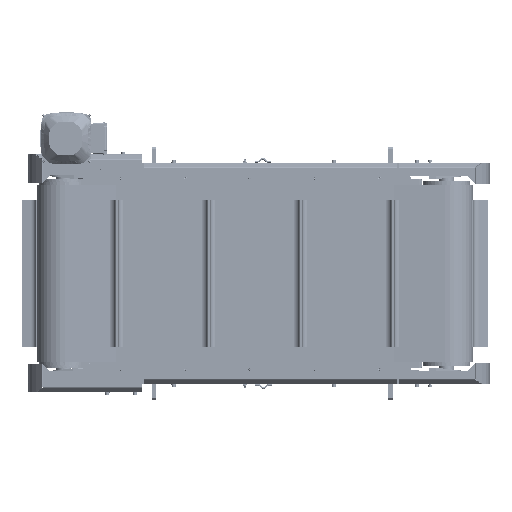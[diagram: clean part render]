
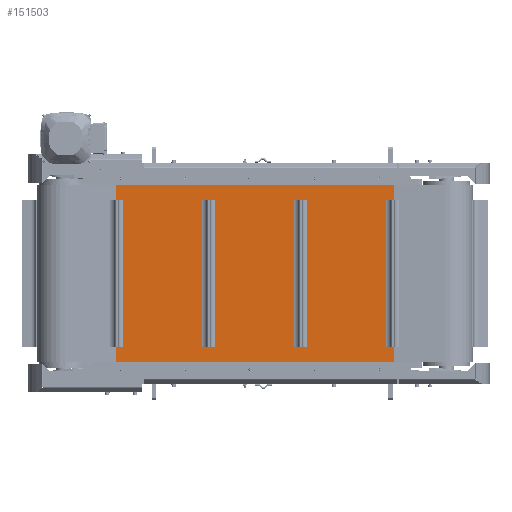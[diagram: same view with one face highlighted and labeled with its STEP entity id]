
A CAD part, left-side view. The second image highlights one B-rep face of the part: STEP entity #151503.
In plain terms, the highlighted planar face has unit normal (-1, 0, 0).
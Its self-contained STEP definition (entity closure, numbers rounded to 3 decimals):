
#3549=FACE_BOUND('',#49429,.T.);
#3550=FACE_BOUND('',#49430,.T.);
#9897=LINE('',#236962,#23175);
#9903=LINE('',#236978,#23181);
#9916=LINE('',#237007,#23194);
#9918=LINE('',#237012,#23196);
#9922=LINE('',#237019,#23200);
#9923=LINE('',#237023,#23201);
#9927=LINE('',#237031,#23205);
#9940=LINE('',#237065,#23218);
#9942=LINE('',#237068,#23220);
#9943=LINE('',#237072,#23221);
#9947=LINE('',#237080,#23225);
#9960=LINE('',#237114,#23238);
#9962=LINE('',#237117,#23240);
#9963=LINE('',#237121,#23241);
#9981=LINE('',#237166,#23259);
#9984=LINE('',#237170,#23262);
#9985=LINE('',#237173,#23263);
#9986=LINE('',#237174,#23264);
#9987=LINE('',#237176,#23265);
#9988=LINE('',#237177,#23266);
#23175=VECTOR('',#183928,10.);
#23181=VECTOR('',#183940,10.);
#23194=VECTOR('',#183969,10.);
#23196=VECTOR('',#183975,10.);
#23200=VECTOR('',#183979,10.);
#23201=VECTOR('',#183982,10.);
#23205=VECTOR('',#183988,10.);
#23218=VECTOR('',#184021,10.);
#23220=VECTOR('',#184025,10.);
#23221=VECTOR('',#184028,10.);
#23225=VECTOR('',#184034,10.);
#23238=VECTOR('',#184067,10.);
#23240=VECTOR('',#184071,10.);
#23241=VECTOR('',#184074,10.);
#23259=VECTOR('',#184114,10.);
#23262=VECTOR('',#184119,10.);
#23263=VECTOR('',#184122,10.);
#23264=VECTOR('',#184123,10.);
#23265=VECTOR('',#184124,10.);
#23266=VECTOR('',#184125,10.);
#34206=PLANE('',#161062);
#40734=FACE_OUTER_BOUND('',#49428,.T.);
#49428=EDGE_LOOP('',(#115872,#115873,#115874,#115875,#115876,#115877,#115878,
#115879,#115880,#115881,#115882,#115883));
#49429=EDGE_LOOP('',(#115884,#115885,#115886,#115887));
#49430=EDGE_LOOP('',(#115888,#115889,#115890,#115891));
#67784=VERTEX_POINT('',#236958);
#67786=VERTEX_POINT('',#236961);
#67793=VERTEX_POINT('',#236977);
#67801=VERTEX_POINT('',#237004);
#67802=VERTEX_POINT('',#237011);
#67805=VERTEX_POINT('',#237017);
#67806=VERTEX_POINT('',#237021);
#67807=VERTEX_POINT('',#237022);
#67810=VERTEX_POINT('',#237030);
#67821=VERTEX_POINT('',#237064);
#67822=VERTEX_POINT('',#237070);
#67823=VERTEX_POINT('',#237071);
#67826=VERTEX_POINT('',#237079);
#67837=VERTEX_POINT('',#237113);
#67838=VERTEX_POINT('',#237119);
#67839=VERTEX_POINT('',#237120);
#67854=VERTEX_POINT('',#237164);
#67855=VERTEX_POINT('',#237165);
#67856=VERTEX_POINT('',#237172);
#67857=VERTEX_POINT('',#237175);
#84991=EDGE_CURVE('',#67786,#67784,#9897,.T.);
#84999=EDGE_CURVE('',#67793,#67786,#9903,.T.);
#85014=EDGE_CURVE('',#67801,#67793,#9916,.T.);
#85016=EDGE_CURVE('',#67802,#67801,#9918,.T.);
#85020=EDGE_CURVE('',#67784,#67805,#9922,.T.);
#85021=EDGE_CURVE('',#67806,#67807,#9923,.T.);
#85025=EDGE_CURVE('',#67810,#67806,#9927,.T.);
#85042=EDGE_CURVE('',#67821,#67810,#9940,.T.);
#85044=EDGE_CURVE('',#67807,#67821,#9942,.T.);
#85045=EDGE_CURVE('',#67822,#67823,#9943,.T.);
#85049=EDGE_CURVE('',#67826,#67822,#9947,.T.);
#85066=EDGE_CURVE('',#67837,#67826,#9960,.T.);
#85068=EDGE_CURVE('',#67823,#67837,#9962,.T.);
#85069=EDGE_CURVE('',#67838,#67839,#9963,.T.);
#85091=EDGE_CURVE('',#67854,#67855,#9981,.T.);
#85094=EDGE_CURVE('',#67839,#67854,#9984,.T.);
#85095=EDGE_CURVE('',#67856,#67805,#9985,.T.);
#85096=EDGE_CURVE('',#67856,#67838,#9986,.T.);
#85097=EDGE_CURVE('',#67855,#67857,#9987,.T.);
#85098=EDGE_CURVE('',#67802,#67857,#9988,.T.);
#115872=ORIENTED_EDGE('',*,*,#84991,.T.);
#115873=ORIENTED_EDGE('',*,*,#85020,.T.);
#115874=ORIENTED_EDGE('',*,*,#85095,.F.);
#115875=ORIENTED_EDGE('',*,*,#85096,.T.);
#115876=ORIENTED_EDGE('',*,*,#85069,.T.);
#115877=ORIENTED_EDGE('',*,*,#85094,.T.);
#115878=ORIENTED_EDGE('',*,*,#85091,.T.);
#115879=ORIENTED_EDGE('',*,*,#85097,.T.);
#115880=ORIENTED_EDGE('',*,*,#85098,.F.);
#115881=ORIENTED_EDGE('',*,*,#85016,.T.);
#115882=ORIENTED_EDGE('',*,*,#85014,.T.);
#115883=ORIENTED_EDGE('',*,*,#84999,.T.);
#115884=ORIENTED_EDGE('',*,*,#85025,.T.);
#115885=ORIENTED_EDGE('',*,*,#85021,.T.);
#115886=ORIENTED_EDGE('',*,*,#85044,.T.);
#115887=ORIENTED_EDGE('',*,*,#85042,.T.);
#115888=ORIENTED_EDGE('',*,*,#85049,.T.);
#115889=ORIENTED_EDGE('',*,*,#85045,.T.);
#115890=ORIENTED_EDGE('',*,*,#85068,.T.);
#115891=ORIENTED_EDGE('',*,*,#85066,.T.);
#151503=ADVANCED_FACE('',(#40734,#3549,#3550),#34206,.T.);
#161062=AXIS2_PLACEMENT_3D('',#237171,#184120,#184121);
#183928=DIRECTION('',(0.,-1.,0.));
#183940=DIRECTION('',(0.,0.,1.));
#183969=DIRECTION('',(0.,1.,0.));
#183975=DIRECTION('',(0.,0.,1.));
#183979=DIRECTION('',(0.,0.,1.));
#183982=DIRECTION('',(0.,0.,1.));
#183988=DIRECTION('',(0.,1.,0.));
#184021=DIRECTION('',(0.,0.,-1.));
#184025=DIRECTION('',(0.,-1.,0.));
#184028=DIRECTION('',(0.,0.,1.));
#184034=DIRECTION('',(0.,1.,0.));
#184067=DIRECTION('',(0.,0.,-1.));
#184071=DIRECTION('',(0.,-1.,0.));
#184074=DIRECTION('',(0.,-1.,0.));
#184114=DIRECTION('',(0.,1.,0.));
#184119=DIRECTION('',(0.,0.,-1.));
#184120=DIRECTION('center_axis',(-1.,0.,0.));
#184121=DIRECTION('ref_axis',(0.,-1.,0.));
#184122=DIRECTION('',(0.,-1.,0.));
#184123=DIRECTION('',(0.,0.,-1.));
#184124=DIRECTION('',(0.,0.,-1.));
#184125=DIRECTION('',(0.,1.,0.));
#236958=CARTESIAN_POINT('',(-157.35,-500.901,250.));
#236961=CARTESIAN_POINT('',(-157.35,-476.016,250.));
#236962=CARTESIAN_POINT('',(-157.35,-26.958,250.));
#236977=CARTESIAN_POINT('',(-157.35,-476.016,-250.));
#236978=CARTESIAN_POINT('',(-157.35,-476.016,0.));
#237004=CARTESIAN_POINT('',(-157.35,-500.901,-250.));
#237007=CARTESIAN_POINT('',(-157.35,-26.958,-250.));
#237011=CARTESIAN_POINT('',(-157.35,-500.901,-300.));
#237012=CARTESIAN_POINT('',(-157.35,-500.901,0.));
#237017=CARTESIAN_POINT('',(-157.35,-500.901,300.));
#237019=CARTESIAN_POINT('',(-157.35,-500.901,0.));
#237021=CARTESIAN_POINT('',(-157.35,-162.876,-250.));
#237022=CARTESIAN_POINT('',(-157.35,-162.876,250.));
#237023=CARTESIAN_POINT('',(-157.35,-162.876,0.));
#237030=CARTESIAN_POINT('',(-157.35,-206.876,-250.));
#237031=CARTESIAN_POINT('',(-157.35,129.613,-250.));
#237064=CARTESIAN_POINT('',(-157.35,-206.876,250.));
#237065=CARTESIAN_POINT('',(-157.35,-206.876,0.));
#237068=CARTESIAN_POINT('',(-157.35,129.613,250.));
#237070=CARTESIAN_POINT('',(-157.35,150.265,-250.));
#237071=CARTESIAN_POINT('',(-157.35,150.265,250.));
#237072=CARTESIAN_POINT('',(-157.35,150.265,0.));
#237079=CARTESIAN_POINT('',(-157.35,106.265,-250.));
#237080=CARTESIAN_POINT('',(-157.35,286.183,-250.));
#237113=CARTESIAN_POINT('',(-157.35,106.265,250.));
#237114=CARTESIAN_POINT('',(-157.35,106.265,0.));
#237117=CARTESIAN_POINT('',(-157.35,286.183,250.));
#237119=CARTESIAN_POINT('',(-157.35,444.101,250.));
#237120=CARTESIAN_POINT('',(-157.35,419.406,250.));
#237121=CARTESIAN_POINT('',(-157.35,442.753,250.));
#237164=CARTESIAN_POINT('',(-157.35,419.406,-250.));
#237165=CARTESIAN_POINT('',(-157.35,444.101,-250.));
#237166=CARTESIAN_POINT('',(-157.35,442.753,-250.));
#237170=CARTESIAN_POINT('',(-157.35,419.406,0.));
#237171=CARTESIAN_POINT('Origin',(-157.35,444.101,0.));
#237172=CARTESIAN_POINT('',(-157.35,444.101,300.));
#237173=CARTESIAN_POINT('',(-157.35,444.101,300.));
#237174=CARTESIAN_POINT('',(-157.35,444.101,0.));
#237175=CARTESIAN_POINT('',(-157.35,444.101,-300.));
#237176=CARTESIAN_POINT('',(-157.35,444.101,0.));
#237177=CARTESIAN_POINT('',(-157.35,444.101,-300.));
